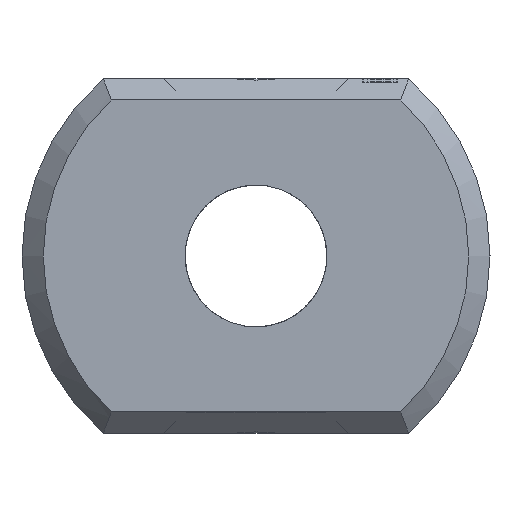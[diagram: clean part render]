
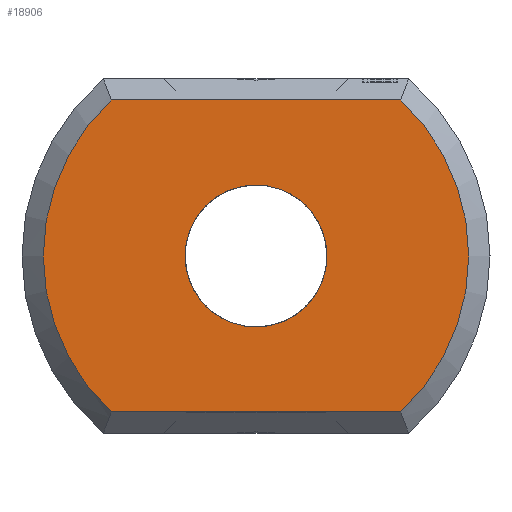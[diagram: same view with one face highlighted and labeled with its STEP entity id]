
A CAD part, left-side view. The second image highlights one B-rep face of the part: STEP entity #18906.
In plain terms, the highlighted planar face has unit normal (-1, 0, 0).
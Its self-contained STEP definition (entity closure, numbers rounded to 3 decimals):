
#4632 = VERTEX_POINT('',#4633);
#4633 = CARTESIAN_POINT('',(0.,-2.04,2.2));
#4642 = VERTEX_POINT('',#4643);
#4643 = CARTESIAN_POINT('',(0.,-2.04,-2.2));
#4650 = EDGE_CURVE('',#4632,#4642,#4651,.T.);
#4651 = CIRCLE('',#4652,3.);
#4652 = AXIS2_PLACEMENT_3D('',#4653,#4654,#4655);
#4653 = CARTESIAN_POINT('',(0.,0.,0.));
#4654 = DIRECTION('',(1.,0.,0.));
#4655 = DIRECTION('',(0.,-0.653,0.758)
  );
#6038 = VERTEX_POINT('',#6039);
#6039 = CARTESIAN_POINT('',(0.,2.04,2.2));
#6046 = EDGE_CURVE('',#4632,#6038,#6047,.T.);
#6047 = LINE('',#6048,#6049);
#6048 = CARTESIAN_POINT('',(0.,-2.154,2.2));
#6049 = VECTOR('',#6050,1.);
#6050 = DIRECTION('',(0.,1.,0.));
#18906 = ADVANCED_FACE('',(#18907,#18926),#18937,.F.);
#18907 = FACE_BOUND('',#18908,.F.);
#18908 = EDGE_LOOP('',(#18909,#18918,#18919,#18920));
#18909 = ORIENTED_EDGE('',*,*,#18910,.T.);
#18910 = EDGE_CURVE('',#18911,#6038,#18913,.T.);
#18911 = VERTEX_POINT('',#18912);
#18912 = CARTESIAN_POINT('',(0.,2.04,-2.2));
#18913 = CIRCLE('',#18914,3.);
#18914 = AXIS2_PLACEMENT_3D('',#18915,#18916,#18917);
#18915 = CARTESIAN_POINT('',(0.,0.,0.));
#18916 = DIRECTION('',(1.,0.,0.));
#18917 = DIRECTION('',(0.,0.653,-0.758)
  );
#18918 = ORIENTED_EDGE('',*,*,#6046,.F.);
#18919 = ORIENTED_EDGE('',*,*,#4650,.T.);
#18920 = ORIENTED_EDGE('',*,*,#18921,.T.);
#18921 = EDGE_CURVE('',#4642,#18911,#18922,.T.);
#18922 = LINE('',#18923,#18924);
#18923 = CARTESIAN_POINT('',(0.,-2.154,-2.2));
#18924 = VECTOR('',#18925,1.);
#18925 = DIRECTION('',(0.,1.,0.));
#18926 = FACE_BOUND('',#18927,.T.);
#18927 = EDGE_LOOP('',(#18928));
#18928 = ORIENTED_EDGE('',*,*,#18929,.T.);
#18929 = EDGE_CURVE('',#18930,#18930,#18932,.T.);
#18930 = VERTEX_POINT('',#18931);
#18931 = CARTESIAN_POINT('',(0.,1.,0.)
  );
#18932 = CIRCLE('',#18933,1.);
#18933 = AXIS2_PLACEMENT_3D('',#18934,#18935,#18936);
#18934 = CARTESIAN_POINT('',(0.,0.,0.));
#18935 = DIRECTION('',(1.,0.,0.));
#18936 = DIRECTION('',(0.,1.,0.));
#18937 = PLANE('',#18938);
#18938 = AXIS2_PLACEMENT_3D('',#18939,#18940,#18941);
#18939 = CARTESIAN_POINT('',(0.,0.,0.));
#18940 = DIRECTION('',(1.,0.,0.));
#18941 = DIRECTION('',(0.,0.,1.));
